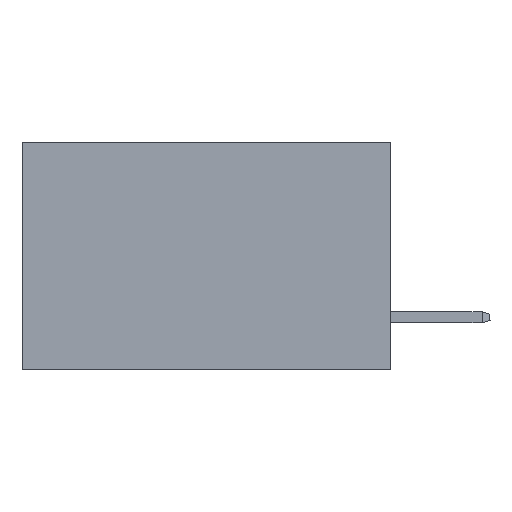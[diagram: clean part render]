
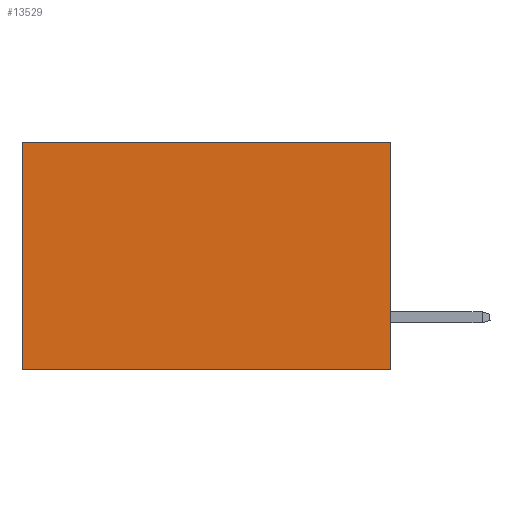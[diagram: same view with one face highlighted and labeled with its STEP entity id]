
A CAD part, left-side view. The second image highlights one B-rep face of the part: STEP entity #13529.
In plain terms, the highlighted planar face has unit normal (-1, 0, 0).
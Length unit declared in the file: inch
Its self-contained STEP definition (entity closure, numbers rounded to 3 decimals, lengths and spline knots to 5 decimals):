
#601 = VECTOR ( 'NONE', #7128, 39.37008 ) ;
#1534 = CARTESIAN_POINT ( 'NONE',  ( 0.2875, 0., 0. ) ) ;
#2120 = VERTEX_POINT ( 'NONE', #7424 ) ;
#2510 = VERTEX_POINT ( 'NONE', #21747 ) ;
#2828 = LINE ( 'NONE', #11790, #15514 ) ;
#4903 = CARTESIAN_POINT ( 'NONE',  ( 0.2875, 0.6, 0. ) ) ;
#6510 = EDGE_LOOP ( 'NONE', ( #13742, #12926, #29922, #23875 ) ) ;
#7128 = DIRECTION ( 'NONE',  ( 0., 0., -1. ) ) ;
#7424 = CARTESIAN_POINT ( 'NONE',  ( 0.2875, 0., 0. ) ) ;
#8530 = DIRECTION ( 'NONE',  ( 1., 0., 0. ) ) ;
#10310 = EDGE_CURVE ( 'NONE', #2510, #26230, #13170, .T. ) ;
#10776 = CARTESIAN_POINT ( 'NONE',  ( 0.2875, 0., 0. ) ) ;
#11414 = DIRECTION ( 'NONE',  ( 0., 1., 0. ) ) ;
#11422 = DIRECTION ( 'NONE',  ( 0., 0., -1. ) ) ;
#11790 = CARTESIAN_POINT ( 'NONE',  ( 0.2875, 0., -0.37 ) ) ;
#12926 = ORIENTED_EDGE ( 'NONE', *, *, #14315, .F. ) ;
#13166 = DIRECTION ( 'NONE',  ( 0., 0., -1. ) ) ;
#13170 = LINE ( 'NONE', #4903, #30850 ) ;
#13342 = LINE ( 'NONE', #1534, #17428 ) ;
#13529 = ADVANCED_FACE ( 'NONE', ( #30076 ), #34336, .F. ) ;
#13731 = CARTESIAN_POINT ( 'NONE',  ( 0.2875, 0., -0.37 ) ) ;
#13742 = ORIENTED_EDGE ( 'NONE', *, *, #10310, .T. ) ;
#14044 = AXIS2_PLACEMENT_3D ( 'NONE', #10776, #8530, #11422 ) ;
#14315 = EDGE_CURVE ( 'NONE', #30735, #26230, #2828, .T. ) ;
#14418 = CARTESIAN_POINT ( 'NONE',  ( 0.2875, 0.6, -0.37 ) ) ;
#15514 = VECTOR ( 'NONE', #11414, 39.37008 ) ;
#17428 = VECTOR ( 'NONE', #27723, 39.37008 ) ;
#21747 = CARTESIAN_POINT ( 'NONE',  ( 0.2875, 0.6, 0. ) ) ;
#23868 = EDGE_CURVE ( 'NONE', #2120, #30735, #33346, .T. ) ;
#23875 = ORIENTED_EDGE ( 'NONE', *, *, #24374, .T. ) ;
#24374 = EDGE_CURVE ( 'NONE', #2120, #2510, #13342, .T. ) ;
#26230 = VERTEX_POINT ( 'NONE', #14418 ) ;
#26421 = CARTESIAN_POINT ( 'NONE',  ( 0.2875, 0., 0. ) ) ;
#27723 = DIRECTION ( 'NONE',  ( 0., 1., 0. ) ) ;
#29922 = ORIENTED_EDGE ( 'NONE', *, *, #23868, .F. ) ;
#30076 = FACE_OUTER_BOUND ( 'NONE', #6510, .T. ) ;
#30735 = VERTEX_POINT ( 'NONE', #13731 ) ;
#30850 = VECTOR ( 'NONE', #13166, 39.37008 ) ;
#33346 = LINE ( 'NONE', #26421, #601 ) ;
#34336 = PLANE ( 'NONE',  #14044 ) ;
